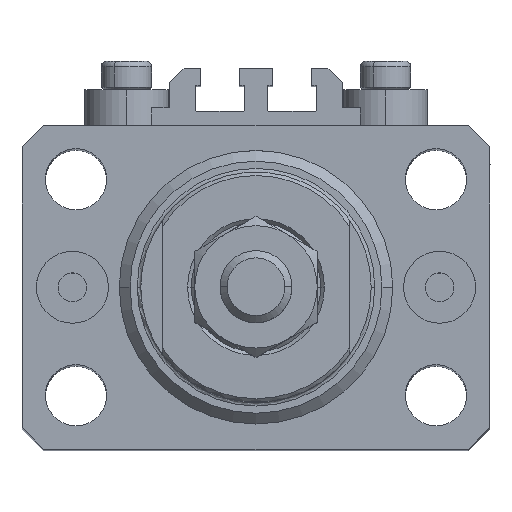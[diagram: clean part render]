
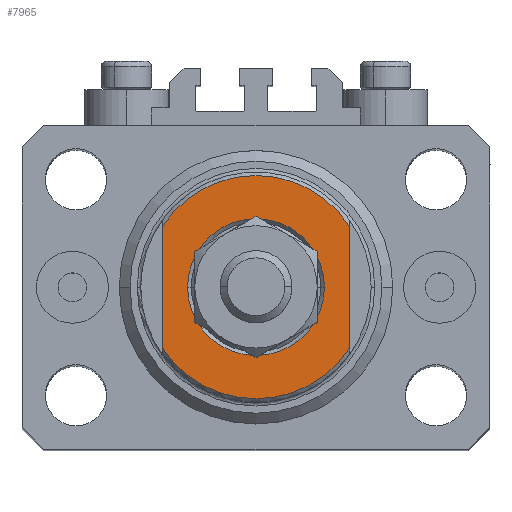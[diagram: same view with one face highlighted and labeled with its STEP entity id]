
A CAD part, top view. The second image highlights one B-rep face of the part: STEP entity #7965.
In plain terms, the highlighted face is planar.
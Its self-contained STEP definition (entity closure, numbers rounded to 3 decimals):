
#152 = DIRECTION ( 'NONE',  ( 0., -1., 0. ) ) ;
#1512 = VERTEX_POINT ( 'NONE', #28183 ) ;
#2635 = DIRECTION ( 'NONE',  ( -1., 0., 0. ) ) ;
#4309 = EDGE_CURVE ( 'NONE', #33146, #10317, #28460, .T. ) ;
#4810 = EDGE_CURVE ( 'NONE', #47783, #1512, #33960, .T. ) ;
#5272 = ORIENTED_EDGE ( 'NONE', *, *, #4810, .T. ) ;
#6072 = EDGE_CURVE ( 'NONE', #1512, #37524, #48169, .T. ) ;
#7532 = CARTESIAN_POINT ( 'NONE',  ( -13., -43.081, -6.5 ) ) ;
#7965 = ADVANCED_FACE ( 'NONE', ( #46518, #16180 ), #46264, .T. ) ;
#8051 = AXIS2_PLACEMENT_3D ( 'NONE', #16417, #42315, #24069 ) ;
#8453 = DIRECTION ( 'NONE',  ( -1., 0., 0. ) ) ;
#8718 = EDGE_LOOP ( 'NONE', ( #28200, #46892 ) ) ;
#9111 = DIRECTION ( 'NONE',  ( -1., 0., 0. ) ) ;
#10124 = DIRECTION ( 'NONE',  ( 0., 0., 1. ) ) ;
#10317 = VERTEX_POINT ( 'NONE', #47110 ) ;
#11693 = EDGE_CURVE ( 'NONE', #34953, #37524, #18632, .T. ) ;
#14364 = ORIENTED_EDGE ( 'NONE', *, *, #11693, .F. ) ;
#15872 = AXIS2_PLACEMENT_3D ( 'NONE', #31906, #28445, #8453 ) ;
#16180 = FACE_OUTER_BOUND ( 'NONE', #37551, .T. ) ;
#16417 = CARTESIAN_POINT ( 'NONE',  ( 0., 0., -6.5 ) ) ;
#17391 = AXIS2_PLACEMENT_3D ( 'NONE', #42902, #20709, #9111 ) ;
#18263 = CARTESIAN_POINT ( 'NONE',  ( 0., 0., -6.5 ) ) ;
#18632 = LINE ( 'NONE', #7532, #27886 ) ;
#20709 = DIRECTION ( 'NONE',  ( 0., 0., 1. ) ) ;
#20871 = ORIENTED_EDGE ( 'NONE', *, *, #33905, .T. ) ;
#20892 = CARTESIAN_POINT ( 'NONE',  ( 0., 0., -6.5 ) ) ;
#24069 = DIRECTION ( 'NONE',  ( -1., 0., 0. ) ) ;
#24504 = ORIENTED_EDGE ( 'NONE', *, *, #6072, .T. ) ;
#27886 = VECTOR ( 'NONE', #33700, 1000. ) ;
#28183 = CARTESIAN_POINT ( 'NONE',  ( 13., -8.441, -6.5 ) ) ;
#28200 = ORIENTED_EDGE ( 'NONE', *, *, #46832, .T. ) ;
#28445 = DIRECTION ( 'NONE',  ( 0., 0., -1. ) ) ;
#28460 = CIRCLE ( 'NONE', #17391, 9.5 ) ;
#29629 = AXIS2_PLACEMENT_3D ( 'NONE', #20892, #36181, #2635 ) ;
#31906 = CARTESIAN_POINT ( 'NONE',  ( 0., 0., -6.5 ) ) ;
#33146 = VERTEX_POINT ( 'NONE', #41610 ) ;
#33700 = DIRECTION ( 'NONE',  ( 0., -1., 0. ) ) ;
#33905 = EDGE_CURVE ( 'NONE', #34953, #47783, #39868, .T. ) ;
#33960 = LINE ( 'NONE', #38120, #43406 ) ;
#34680 = AXIS2_PLACEMENT_3D ( 'NONE', #18263, #10124, #40699 ) ;
#34953 = VERTEX_POINT ( 'NONE', #48721 ) ;
#36181 = DIRECTION ( 'NONE',  ( 0., 0., -1. ) ) ;
#37524 = VERTEX_POINT ( 'NONE', #47027 ) ;
#37551 = EDGE_LOOP ( 'NONE', ( #20871, #5272, #24504, #14364 ) ) ;
#38120 = CARTESIAN_POINT ( 'NONE',  ( 13., -43.081, -6.5 ) ) ;
#39868 = CIRCLE ( 'NONE', #29629, 15.5 ) ;
#40699 = DIRECTION ( 'NONE',  ( -1., 0., 0. ) ) ;
#41610 = CARTESIAN_POINT ( 'NONE',  ( 9.5, 0., -6.5 ) ) ;
#42315 = DIRECTION ( 'NONE',  ( 0., 0., -1. ) ) ;
#42515 = CIRCLE ( 'NONE', #34680, 9.5 ) ;
#42902 = CARTESIAN_POINT ( 'NONE',  ( 0., 0., -6.5 ) ) ;
#43406 = VECTOR ( 'NONE', #152, 1000. ) ;
#46264 = PLANE ( 'NONE',  #8051 ) ;
#46518 = FACE_BOUND ( 'NONE', #8718, .T. ) ;
#46832 = EDGE_CURVE ( 'NONE', #10317, #33146, #42515, .T. ) ;
#46892 = ORIENTED_EDGE ( 'NONE', *, *, #4309, .T. ) ;
#47027 = CARTESIAN_POINT ( 'NONE',  ( -13., -8.441, -6.5 ) ) ;
#47110 = CARTESIAN_POINT ( 'NONE',  ( -9.5, 0., -6.5 ) ) ;
#47137 = CARTESIAN_POINT ( 'NONE',  ( 13., 8.441, -6.5 ) ) ;
#47783 = VERTEX_POINT ( 'NONE', #47137 ) ;
#48169 = CIRCLE ( 'NONE', #15872, 15.5 ) ;
#48721 = CARTESIAN_POINT ( 'NONE',  ( -13., 8.441, -6.5 ) ) ;
